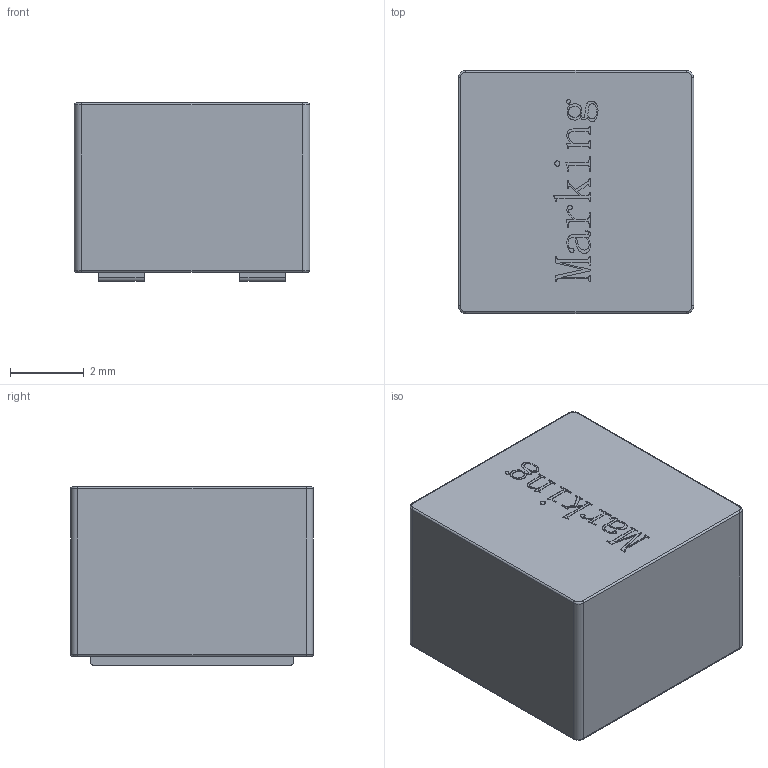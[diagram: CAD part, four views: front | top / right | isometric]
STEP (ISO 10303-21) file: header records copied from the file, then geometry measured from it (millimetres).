
FILE_DESCRIPTION(/* description */ ('Unknown'),/* implementation_level */ '2;1');
FILE_NAME(/* name */ 'TMPF0605AV',/* time_stamp */ '2017-09-29T14:30:34+08:00',/* author */ ('Unknown'),/* organization */ ('Unknown'),/* preprocessor_version */ 'ST-DEVELOPER v16.7',/* originating_system */ 'DEX',/* authorisation */ $);
FILE_SCHEMA (('AUTOMOTIVE_DESIGN {1 0 10303 214 3 1 1}'));
Length unit declared in the file: centimetre
Products named in the file (1): TMPF0605AV
Bounding box: 6.4 x 6.6 x 4.86 mm (x, y, z)
Volume: 202.3 mm3; surface area: 595.9 mm2
Topology: 2 solids, 2 shells, 207 faces, 546 edges, 356 vertices
Faces by surface type: plane 127, bspline 46, cylinder 24, torus 9, cone 1
Full cylindrical faces by diameter (mm): 2.5 x1, 5.1 x1
Entity records: 9734 total; most frequent: CARTESIAN_POINT 3442, ORIENTED_EDGE 1078, DIRECTION 826, EDGE_CURVE 539, LINE 392, VECTOR 392, VERTEX_POINT 355, EDGE_LOOP 228
